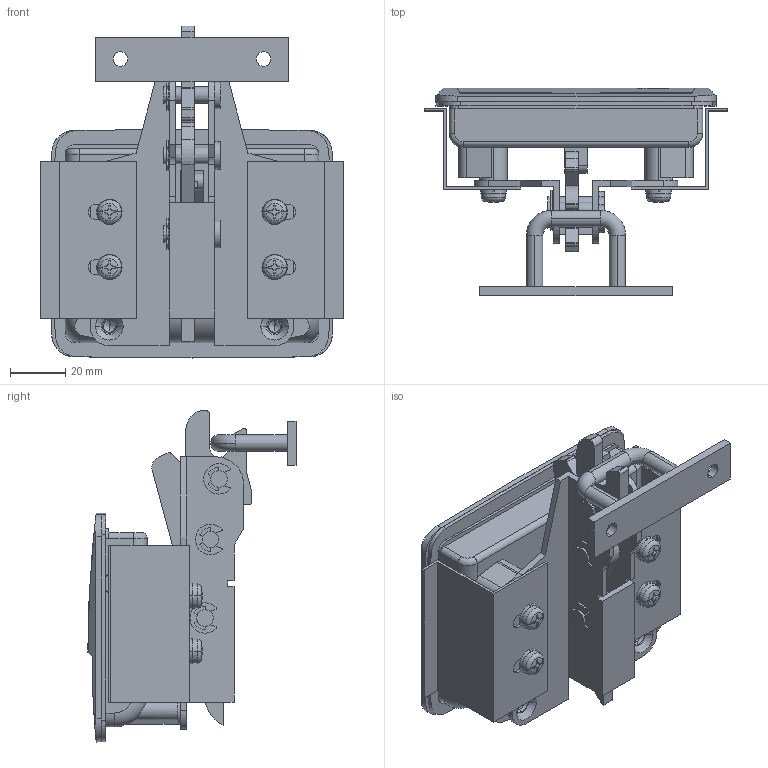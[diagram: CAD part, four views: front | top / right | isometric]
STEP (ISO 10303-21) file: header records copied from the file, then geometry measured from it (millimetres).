
FILE_DESCRIPTION (( 'STEP AP203' ), '1' );
FILE_NAME ('sone3D.STEP', '2016-10-21T08:00:34', ( '' ), ( '' ), 'SwSTEP 2.0', 'SolidWorks 2014', '' );
FILE_SCHEMA (( 'CONFIG_CONTROL_DESIGN' ));
Length unit declared in the file: millimetre
Products named in the file (15): A-1151R-B-1僔儍僼僩_; sone3D; A-1151R-B-1本体_; A-1151R-B-1安全レバー_; A-1151R-B-1僴儞僪儖__A-1151R-B-1-1; 400_キャップ; A-1151R-B-1押え板_; 400ローター_キー挿入時; A-1151R-B-1僷僢僉儞_; A-1151R-B-1M5; A-1151R-B-1僗僩儔僀僇; A-1151R-B-1儔僠僃僢僩_; A-1151R-B-1儔僢僠_; Φ5用E形止め輪; A-1151R-B-1儔僢僠庴偗_
Assembly tree (20 placements, depth 3):
  sone3D
    A-1151R-B-1本体_
    A-1151R-B-1僴儞僪儖__A-1151R-B-1-1
    A-1151R-B-1押え板_  x2
    A-1151R-B-1僷僢僉儞_
    A-1151R-B-1僗僩儔僀僇
    A-1151R-B-1儔僢僠_
    A-1151R-B-1儔僢僠庴偗_
    A-1151R-B-1安全レバー_
    400ローター_キー挿入時
      400_キャップ
    A-1151R-B-1M5  x4
    A-1151R-B-1儔僠僃僢僩_
    Φ5用E形止め輪  x3
    A-1151R-B-1僔儍僼僩_
Bounding box: 110 x 75.5 x 120.5 mm (x, y, z)
Volume: 100391 mm3; surface area: 92440.4 mm2
Topology: 19 solids, 19 shells, 735 faces, 1916 edges, 1245 vertices
Faces by surface type: plane 324, cylinder 322, cone 50, torus 33, bspline 6
Entity records: 20369 total; most frequent: CARTESIAN_POINT 4528, DIRECTION 3040, ORIENTED_EDGE 2900, EDGE_CURVE 1450, AXIS2_PLACEMENT_3D 1139, VERTEX_POINT 945, LINE 762, VECTOR 762
